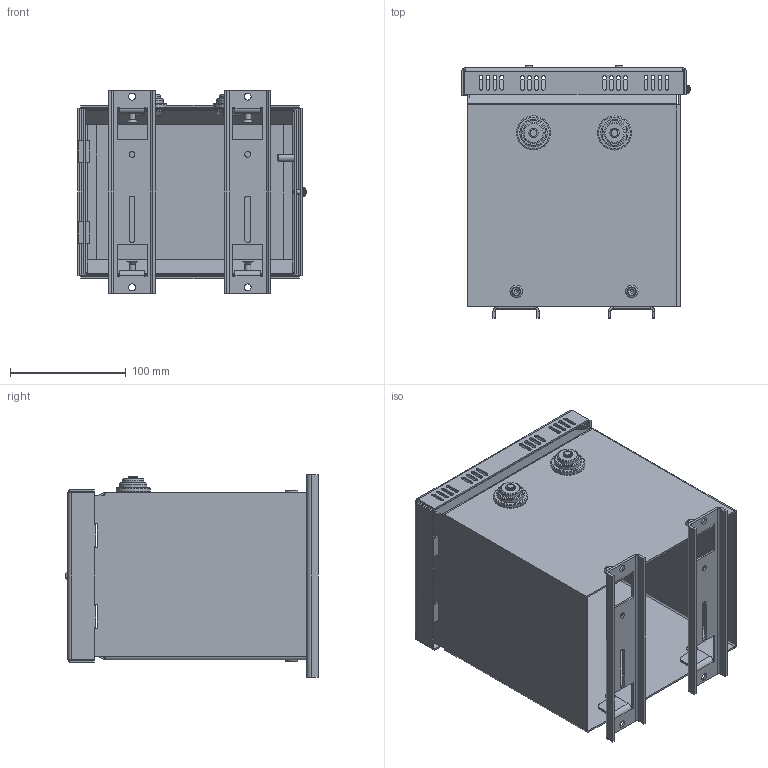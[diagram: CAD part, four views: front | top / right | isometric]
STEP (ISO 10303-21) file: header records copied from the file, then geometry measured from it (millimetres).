
FILE_DESCRIPTION(/* description */ (''),/* implementation_level */ '2;1');
FILE_NAME(/* name */ 'CAJ01C23.stp',/* time_stamp */ '2022-12-15T13:42:11+01:00',/* author */ ('amr'),/* organization */ (''),/* preprocessor_version */ 'ST-DEVELOPER v16.13',/* originating_system */ 'Autodesk Inventor 2018',/* authorisation */ '');
FILE_SCHEMA (('AUTOMOTIVE_DESIGN { 1 0 10303 214 3 1 1 }'));
Length unit declared in the file: millimetre
Products named in the file (1): CAJ01C23
Bounding box: 197.47 x 218.3 x 175 mm (x, y, z)
Volume: 303446.1 mm3; surface area: 411952 mm2
Topology: 15 solids, 15 shells, 599 faces, 1433 edges, 893 vertices
Faces by surface type: plane 350, cylinder 189, torus 32, cone 25, bspline 2, sphere 1
Full cylindrical faces by diameter (mm): 3 x4, 3.175 x1, 3.2 x2, 3.5 x2, 3.66 x4, 4 x2, 5 x14, 6 x7, 7 x1, 8 x2, 8.98 x4, 16.5 x2, 18.5 x2, 21.5 x4, 22 x2, 23.5 x4, 27.5 x2, 29.5 x2
Entity records: 17217 total; most frequent: DIRECTION 2969, CARTESIAN_POINT 2950, ORIENTED_EDGE 2644, EDGE_CURVE 1322, AXIS2_PLACEMENT_3D 1063, VERTEX_POINT 888, EDGE_LOOP 870, LINE 843
